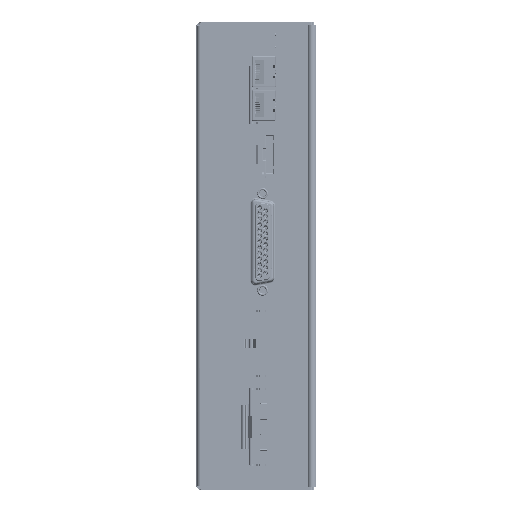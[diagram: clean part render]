
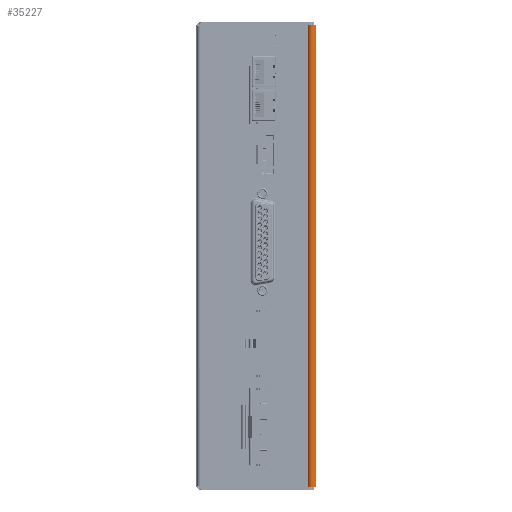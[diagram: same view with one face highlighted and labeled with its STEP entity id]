
A CAD part, left-side view. The second image highlights one B-rep face of the part: STEP entity #35227.
In plain terms, the highlighted cylindrical face has radius 2.184 mm (diameter 4.369 mm), a partial arc.
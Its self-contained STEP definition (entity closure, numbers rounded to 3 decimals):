
#1353 = CARTESIAN_POINT ( 'NONE',  ( -82.215, 145.686, 54.27 ) ) ;
#5424 = EDGE_CURVE ( 'NONE', #218263, #199281, #98266, .T. ) ;
#9579 = AXIS2_PLACEMENT_3D ( 'NONE', #235302, #247131, #241954 ) ;
#18340 = VECTOR ( 'NONE', #220952, 1000. ) ;
#25544 = CARTESIAN_POINT ( 'NONE',  ( -82.215, 145.686, -170.52 ) ) ;
#35227 = ADVANCED_FACE ( 'NONE', ( #53055 ), #168642, .T. ) ;
#53055 = FACE_OUTER_BOUND ( 'NONE', #73692, .T. ) ;
#73692 = EDGE_LOOP ( 'NONE', ( #78021, #299501, #196609, #234041 ) ) ;
#76799 = CARTESIAN_POINT ( 'NONE',  ( -82.819, 149.97, 54.27 ) ) ;
#78021 = ORIENTED_EDGE ( 'NONE', *, *, #177955, .F. ) ;
#98266 = CIRCLE ( 'NONE', #230551, 2.184 ) ;
#107812 = VERTEX_POINT ( 'NONE', #1353 ) ;
#127099 = DIRECTION ( 'NONE',  ( 0., 0., 1. ) ) ;
#130925 = EDGE_CURVE ( 'NONE', #199281, #107812, #227834, .T. ) ;
#135899 = CIRCLE ( 'NONE', #295372, 2.184 ) ;
#140333 = DIRECTION ( 'NONE',  ( 1., 0., 0. ) ) ;
#141323 = CARTESIAN_POINT ( 'NONE',  ( -82.215, 147.87, -170.52 ) ) ;
#163901 = DIRECTION ( 'NONE',  ( 0., 0., 1. ) ) ;
#166217 = VECTOR ( 'NONE', #163901, 1000. ) ;
#168642 = CYLINDRICAL_SURFACE ( 'NONE', #9579, 2.184 ) ;
#177955 = EDGE_CURVE ( 'NONE', #299855, #107812, #135899, .T. ) ;
#196609 = ORIENTED_EDGE ( 'NONE', *, *, #5424, .T. ) ;
#199281 = VERTEX_POINT ( 'NONE', #277024 ) ;
#199655 = CARTESIAN_POINT ( 'NONE',  ( -82.819, 149.97, -170.52 ) ) ;
#218263 = VERTEX_POINT ( 'NONE', #229730 ) ;
#220952 = DIRECTION ( 'NONE',  ( 0., 0., 1. ) ) ;
#223569 = EDGE_CURVE ( 'NONE', #218263, #299855, #257082, .T. ) ;
#227834 = LINE ( 'NONE', #25544, #166217 ) ;
#229730 = CARTESIAN_POINT ( 'NONE',  ( -82.819, 149.97, -170.52 ) ) ;
#230551 = AXIS2_PLACEMENT_3D ( 'NONE', #141323, #256603, #140333 ) ;
#234041 = ORIENTED_EDGE ( 'NONE', *, *, #130925, .T. ) ;
#235302 = CARTESIAN_POINT ( 'NONE',  ( -82.215, 147.87, -170.52 ) ) ;
#241954 = DIRECTION ( 'NONE',  ( 1., 0., 0. ) ) ;
#247131 = DIRECTION ( 'NONE',  ( 0., 0., 1. ) ) ;
#256603 = DIRECTION ( 'NONE',  ( 0., 0., 1. ) ) ;
#257082 = LINE ( 'NONE', #199655, #18340 ) ;
#265740 = CARTESIAN_POINT ( 'NONE',  ( -82.215, 147.87, 54.27 ) ) ;
#277024 = CARTESIAN_POINT ( 'NONE',  ( -82.215, 145.686, -170.52 ) ) ;
#288953 = DIRECTION ( 'NONE',  ( 1., 0., 0. ) ) ;
#295372 = AXIS2_PLACEMENT_3D ( 'NONE', #265740, #127099, #288953 ) ;
#299501 = ORIENTED_EDGE ( 'NONE', *, *, #223569, .F. ) ;
#299855 = VERTEX_POINT ( 'NONE', #76799 ) ;
